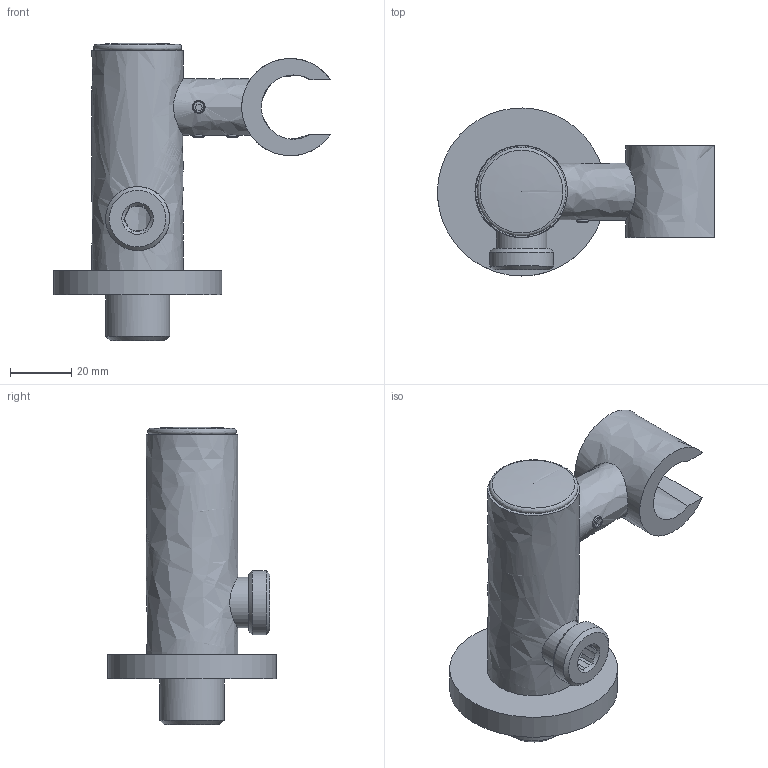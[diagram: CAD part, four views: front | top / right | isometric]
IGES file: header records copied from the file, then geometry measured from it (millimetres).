
Start section: C
Global section: file name: M501.igs; native system: By Siemens PLM Incorporated; preprocessor: XPlus GENERIC/IGES 18.0.17; author: Author; organization: Title; date: 20160421.112949; units: millimetre
Bounding box: 90.58 x 55 x 97.4 mm (x, y, z)
Volume: 73906.4 mm3; surface area: 34796.9 mm2
Topology: 14 solids, 14 shells, 437 faces, 1050 edges, 675 vertices
Faces by surface type: bspline 437
